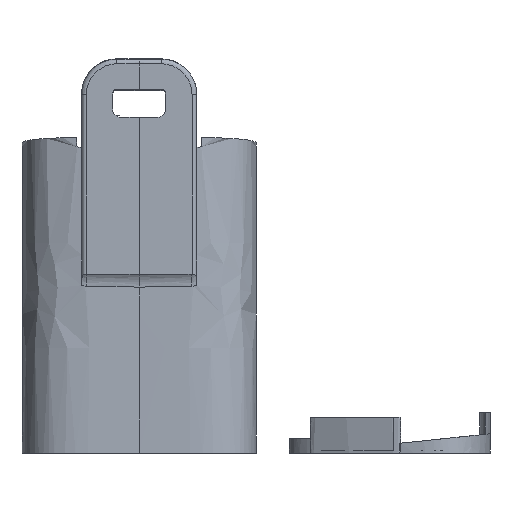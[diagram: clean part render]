
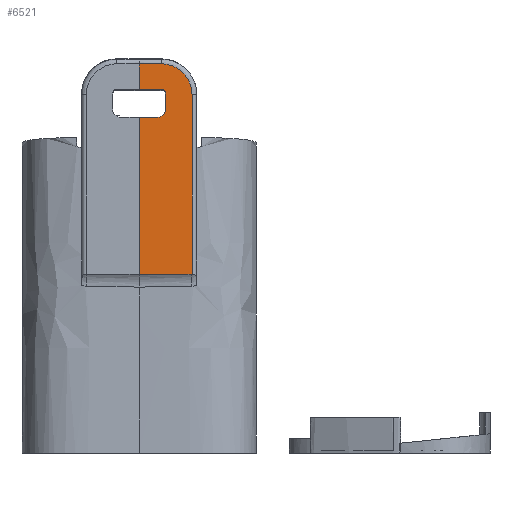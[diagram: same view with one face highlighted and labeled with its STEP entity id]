
A CAD part, left-side view. The second image highlights one B-rep face of the part: STEP entity #6521.
In plain terms, the highlighted planar face has unit normal (-1, -0.002, 0).
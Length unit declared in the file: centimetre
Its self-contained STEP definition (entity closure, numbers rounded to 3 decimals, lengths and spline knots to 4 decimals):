
#227=PLANE($,#6825);
#577=FACE_OUTER_BOUND($,#925,.T.);
#925=EDGE_LOOP($,(#4961,#4962,#4963,#4964,#4965,#4966,#4967,#4968,#4969,
#4970,#4971));
#1785=ELLIPSE($,#6826,0.6404,0.64);
#1786=ELLIPSE($,#6827,0.1001,0.1);
#1787=ELLIPSE($,#6828,0.1759,0.175);
#1896=LINE($,#12342,#2174);
#1902=LINE($,#12872,#2180);
#1903=LINE($,#12884,#2181);
#1904=LINE($,#12886,#2182);
#1905=LINE($,#12888,#2183);
#1906=LINE($,#12892,#2184);
#1907=LINE($,#12896,#2185);
#1908=LINE($,#12897,#2186);
#2174=VECTOR($,#7290,1.1057);
#2180=VECTOR($,#7314,3.7594);
#2181=VECTOR($,#7319,0.4656);
#2182=VECTOR($,#7320,0.5429);
#2183=VECTOR($,#7321,0.5063);
#2184=VECTOR($,#7324,0.3072);
#2185=VECTOR($,#7327,0.3828);
#2186=VECTOR($,#7328,3.2852);
#2673=VERTEX_POINT($,#12295);
#2675=VERTEX_POINT($,#12326);
#2696=VERTEX_POINT($,#12870);
#2697=VERTEX_POINT($,#12881);
#2698=VERTEX_POINT($,#12883);
#2699=VERTEX_POINT($,#12885);
#2700=VERTEX_POINT($,#12887);
#2701=VERTEX_POINT($,#12889);
#2702=VERTEX_POINT($,#12891);
#2703=VERTEX_POINT($,#12893);
#2704=VERTEX_POINT($,#12895);
#3524=EDGE_CURVE($,#2675,#2673,#1896,.T.);
#3555=EDGE_CURVE($,#2673,#2696,#1902,.T.);
#3557=EDGE_CURVE($,#2696,#2697,#1785,.T.);
#3558=EDGE_CURVE($,#2697,#2698,#1903,.T.);
#3559=EDGE_CURVE($,#2698,#2699,#1904,.T.);
#3560=EDGE_CURVE($,#2700,#2699,#1905,.T.);
#3561=EDGE_CURVE($,#2700,#2701,#1786,.F.);
#3562=EDGE_CURVE($,#2701,#2702,#1906,.F.);
#3563=EDGE_CURVE($,#2702,#2703,#1787,.T.);
#3564=EDGE_CURVE($,#2703,#2704,#1907,.F.);
#3565=EDGE_CURVE($,#2704,#2675,#1908,.T.);
#4961=ORIENTED_EDGE($,*,*,#3555,.T.);
#4962=ORIENTED_EDGE($,*,*,#3557,.T.);
#4963=ORIENTED_EDGE($,*,*,#3558,.T.);
#4964=ORIENTED_EDGE($,*,*,#3559,.T.);
#4965=ORIENTED_EDGE($,*,*,#3560,.F.);
#4966=ORIENTED_EDGE($,*,*,#3561,.T.);
#4967=ORIENTED_EDGE($,*,*,#3562,.T.);
#4968=ORIENTED_EDGE($,*,*,#3563,.T.);
#4969=ORIENTED_EDGE($,*,*,#3564,.T.);
#4970=ORIENTED_EDGE($,*,*,#3565,.T.);
#4971=ORIENTED_EDGE($,*,*,#3524,.T.);
#6521=ADVANCED_FACE($,(#577),#227,.T.);
#6825=AXIS2_PLACEMENT_3D($,#12880,#7315,#7316);
#6826=AXIS2_PLACEMENT_3D($,#12882,#7317,#7318);
#6827=AXIS2_PLACEMENT_3D($,#12890,#7322,#7323);
#6828=AXIS2_PLACEMENT_3D($,#12894,#7325,#7326);
#7290=DIRECTION($,(0.002,-1.,0.));
#7314=DIRECTION($,(0.,0.,1.));
#7315=DIRECTION('center_axis',(-1.,-0.002,
0.));
#7316=DIRECTION('ref_axis',(0.,0.,-1.));
#7317=DIRECTION('center_axis',(-1.,-0.002,
0.));
#7318=DIRECTION('ref_axis',(0.,0.,
1.));
#7319=DIRECTION($,(-0.002,1.,0.));
#7320=DIRECTION($,(0.,0.,-1.));
#7321=DIRECTION($,(-0.002,1.,0.));
#7322=DIRECTION('center_axis',(-1.,-0.002,
0.));
#7323=DIRECTION('ref_axis',(-0.001,0.689,-0.725));
#7324=DIRECTION($,(0.,0.001,1.));
#7325=DIRECTION('center_axis',(1.,0.002,0.));
#7326=DIRECTION('ref_axis',(-0.001,0.324,-0.946));
#7327=DIRECTION($,(0.002,-1.,0.));
#7328=DIRECTION($,(0.,0.,-1.));
#12295=CARTESIAN_POINT('',(-16.4961,11.3943,3.7372));
#12326=CARTESIAN_POINT('',(-16.4979,12.5,3.7372));
#12342=CARTESIAN_POINT($,(-16.498,12.5443,3.7372));
#12870=CARTESIAN_POINT('',(-16.4961,11.3943,7.4966));
#12872=CARTESIAN_POINT($,(-16.4961,11.3943,6.0372));
#12880=CARTESIAN_POINT('Origin',(-16.498,12.5443,6.0372));
#12881=CARTESIAN_POINT('',(-16.4971,12.0344,8.137));
#12882=CARTESIAN_POINT('Origin',(-16.4971,12.0343,7.4966));
#12883=CARTESIAN_POINT('',(-16.4979,12.5,8.137));
#12884=CARTESIAN_POINT($,(-16.498,12.5245,8.137));
#12885=CARTESIAN_POINT('',(-16.4979,12.5,7.5941));
#12886=CARTESIAN_POINT($,(-16.4979,12.5,4.6607));
#12887=CARTESIAN_POINT('',(-16.4971,11.9937,7.5941));
#12888=CARTESIAN_POINT($,(-16.4981,12.5981,7.5941));
#12889=CARTESIAN_POINT('',(-16.497,11.9417,7.5061));
#12890=CARTESIAN_POINT('Origin',(-16.4971,12.0418,7.5063));
#12891=CARTESIAN_POINT('',(-16.497,11.9415,7.1989));
#12892=CARTESIAN_POINT($,(-16.497,11.9413,6.8148));
#12893=CARTESIAN_POINT('',(-16.4973,12.1172,7.0224));
#12894=CARTESIAN_POINT('Origin',(-16.4973,12.1166,7.1982));
#12895=CARTESIAN_POINT('',(-16.4979,12.5,7.0225));
#12896=CARTESIAN_POINT($,(-16.498,12.525,7.0225));
#12897=CARTESIAN_POINT($,(-16.4979,12.5,4.6607));
